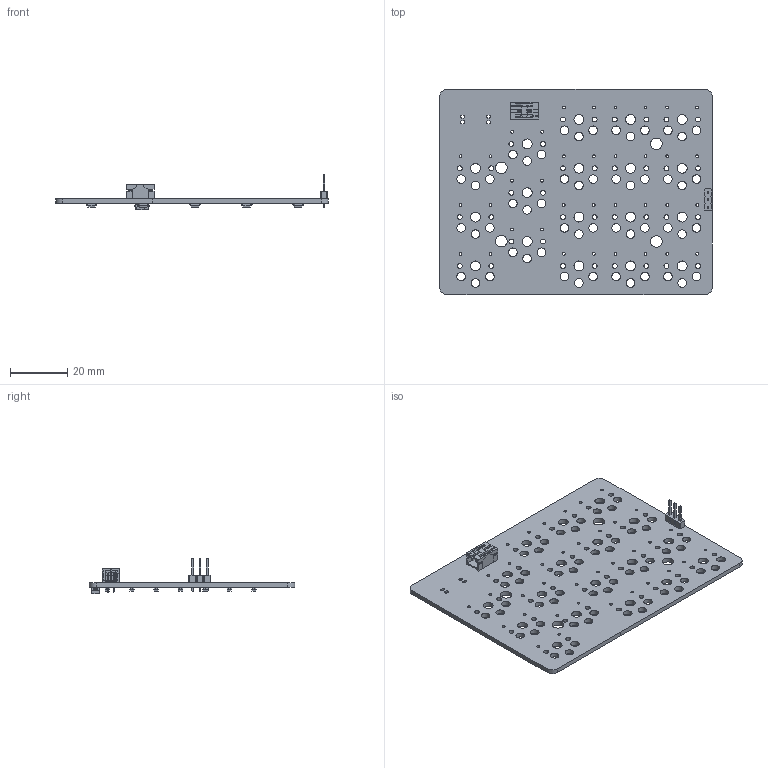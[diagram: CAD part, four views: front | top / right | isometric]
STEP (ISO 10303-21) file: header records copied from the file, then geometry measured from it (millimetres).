
FILE_DESCRIPTION(('KiCad electronic assembly'),'2;1');
FILE_NAME('PCB.step','2025-02-20T15:29:33',('Pcbnew'),('Kicad'), 'Open CASCADE STEP processor 7.7','KiCad to STEP converter','Unknown' );
FILE_SCHEMA(('AUTOMOTIVE_DESIGN { 1 0 10303 214 1 1 1 1 }'));
Length unit declared in the file: millimetre
Products named in the file (10): PCB 1; PinHeader_1x03_P2.54mm_Vertical; PinHeader_1x03_P254mm_Vertical; JST_PH_S2B-PH-K_1x02_P2.00mm_Horizontal; JST_S2B_PH_K; D_SOD-123; D_SOD_123; D_SMA; PCB_PCB
Assembly tree (27 placements, depth 3):
  PCB 1
    PinHeader_1x03_P2.54mm_Vertical
      PinHeader_1x03_P254mm_Vertical
    JST_PH_S2B-PH-K_1x02_P2.00mm_Horizontal  x2
      JST_S2B_PH_K
    D_SOD-123  x18
      D_SOD_123
    D_SMA
      D_SMA
    PCB_PCB
Bounding box: 95 x 71.5 x 12.46 mm (x, y, z)
Volume: 10084.7 mm3; surface area: 15646.8 mm2
Topology: 23 solids, 23 shells, 1727 faces, 4264 edges, 2608 vertices
Faces by surface type: plane 922, bspline 478, cylinder 327
Full cylindrical faces by diameter (mm): 0.75 x4, 0.991 x36, 1 x3, 1.702 x36, 3 x54, 3.429 x18, 4 x4
Entity records: 18003 total; most frequent: CARTESIAN_POINT 2820, ORIENTED_EDGE 2600, DIRECTION 2556, EDGE_CURVE 1300, LINE 876, VECTOR 876, AXIS2_PLACEMENT_3D 840, VERTEX_POINT 840
